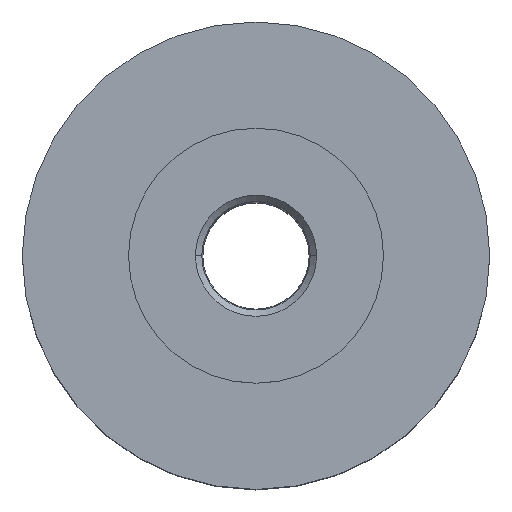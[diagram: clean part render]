
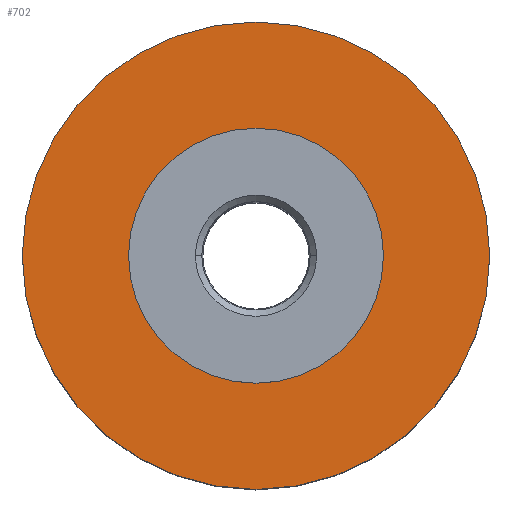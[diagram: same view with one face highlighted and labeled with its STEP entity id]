
A CAD part, top view. The second image highlights one B-rep face of the part: STEP entity #702.
In plain terms, the highlighted planar face has unit normal (0, 0, 1).
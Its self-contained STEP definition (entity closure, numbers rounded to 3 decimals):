
#71 = EDGE_CURVE ( 'NONE', #3154, #3137, #4043, .T. ) ;
#73 = EDGE_CURVE ( 'NONE', #3148, #3024, #4045, .T. ) ;
#531 = DIRECTION ( 'NONE',  ( 1., 0., 0. ) ) ;
#532 = DIRECTION ( 'NONE',  ( 0., 0., 1. ) ) ;
#533 = CARTESIAN_POINT ( 'NONE',  ( 0., 0., 7. ) ) ;
#537 = DIRECTION ( 'NONE',  ( 1., 0., 0. ) ) ;
#538 = DIRECTION ( 'NONE',  ( 0., 0., 1. ) ) ;
#539 = CARTESIAN_POINT ( 'NONE',  ( 0., 0., 7. ) ) ;
#702 = ADVANCED_FACE ( 'NONE', ( #4722, #4726 ), #8992, .F. ) ;
#1052 = EDGE_CURVE ( 'NONE', #3024, #3148, #5238, .T. ) ;
#1053 = EDGE_CURVE ( 'NONE', #3137, #3154, #5239, .T. ) ;
#1614 = AXIS2_PLACEMENT_3D ( 'NONE', #539, #538, #537 ) ;
#1616 = AXIS2_PLACEMENT_3D ( 'NONE', #533, #532, #531 ) ;
#2394 = ORIENTED_EDGE ( 'NONE', *, *, #73, .F. ) ;
#2395 = ORIENTED_EDGE ( 'NONE', *, *, #1052, .F. ) ;
#2396 = ORIENTED_EDGE ( 'NONE', *, *, #71, .T. ) ;
#2397 = ORIENTED_EDGE ( 'NONE', *, *, #1053, .T. ) ;
#2750 = EDGE_LOOP ( 'NONE', ( #2394, #2395 ) ) ;
#2758 = EDGE_LOOP ( 'NONE', ( #2396, #2397 ) ) ;
#3024 = VERTEX_POINT ( 'NONE', #8288 ) ;
#3137 = VERTEX_POINT ( 'NONE', #8401 ) ;
#3148 = VERTEX_POINT ( 'NONE', #8412 ) ;
#3154 = VERTEX_POINT ( 'NONE', #8418 ) ;
#4043 = CIRCLE ( 'NONE', #1614, 11. ) ;
#4045 = CIRCLE ( 'NONE', #1616, 6. ) ;
#4302 = AXIS2_PLACEMENT_3D ( 'NONE', #8994, #8995, #8990 ) ;
#4548 = AXIS2_PLACEMENT_3D ( 'NONE', #6003, #6004, #6005 ) ;
#4549 = AXIS2_PLACEMENT_3D ( 'NONE', #6006, #6007, #6008 ) ;
#4722 = FACE_BOUND ( 'NONE', #2750, .T. ) ;
#4726 = FACE_OUTER_BOUND ( 'NONE', #2758, .T. ) ;
#5238 = CIRCLE ( 'NONE', #4548, 6. ) ;
#5239 = CIRCLE ( 'NONE', #4549, 11. ) ;
#6003 = CARTESIAN_POINT ( 'NONE',  ( 0., 0., 7. ) ) ;
#6004 = DIRECTION ( 'NONE',  ( 0., 0., 1. ) ) ;
#6005 = DIRECTION ( 'NONE',  ( 1., 0., 0. ) ) ;
#6006 = CARTESIAN_POINT ( 'NONE',  ( 0., 0., 7. ) ) ;
#6007 = DIRECTION ( 'NONE',  ( 0., 0., 1. ) ) ;
#6008 = DIRECTION ( 'NONE',  ( 1., 0., 0. ) ) ;
#8288 = CARTESIAN_POINT ( 'NONE',  ( -6., 0., 7. ) ) ;
#8401 = CARTESIAN_POINT ( 'NONE',  ( -11., 0., 7. ) ) ;
#8412 = CARTESIAN_POINT ( 'NONE',  ( 6., 0., 7. ) ) ;
#8418 = CARTESIAN_POINT ( 'NONE',  ( 11., 0., 7. ) ) ;
#8990 = DIRECTION ( 'NONE',  ( -1., 0., 0. ) ) ;
#8992 = PLANE ( 'NONE',  #4302 ) ;
#8994 = CARTESIAN_POINT ( 'NONE',  ( 0., 11., 7. ) ) ;
#8995 = DIRECTION ( 'NONE',  ( 0., 0., -1. ) ) ;
